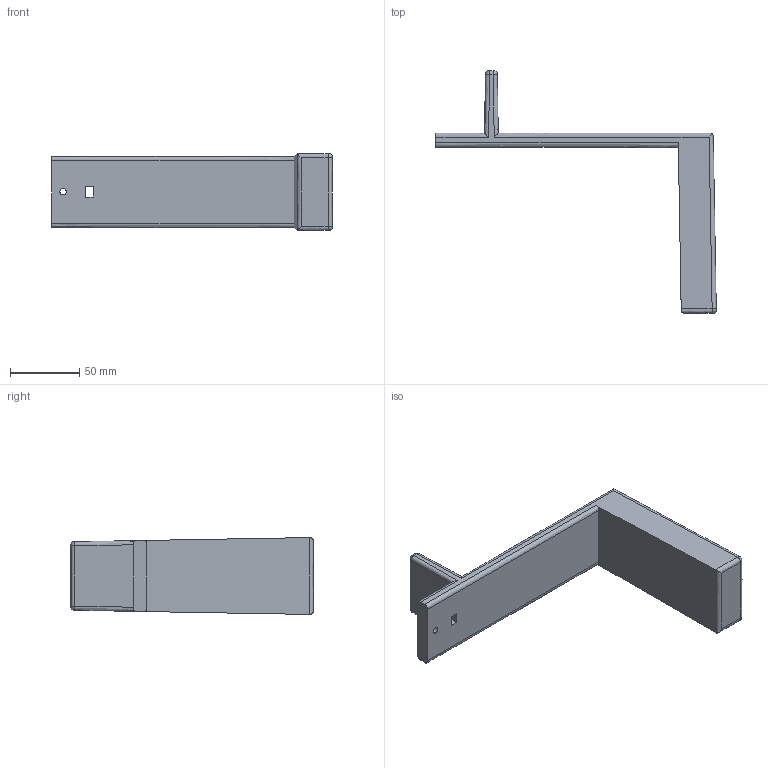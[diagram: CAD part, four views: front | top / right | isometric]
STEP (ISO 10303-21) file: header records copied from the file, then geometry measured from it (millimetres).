
FILE_DESCRIPTION (( 'STEP AP214' ), '1' );
FILE_NAME ('top support.STEP', '2025-05-15T19:03:13', ( '' ), ( '' ), 'SwSTEP 2.0', 'SolidWorks 2020', '' );
FILE_SCHEMA (( 'AUTOMOTIVE_DESIGN' ));
Length unit declared in the file: centimetre
Products named in the file (1): top support
Bounding box: 202.56 x 175 x 55.48 mm (x, y, z)
Volume: 283797.5 mm3; surface area: 48640.1 mm2
Topology: 1 solids, 1 shells, 45 faces, 111 edges, 68 vertices
Faces by surface type: bspline 27, plane 16, cone 2
Entity records: 4412 total; most frequent: CARTESIAN_POINT 3559, ORIENTED_EDGE 222, EDGE_CURVE 111, B_SPLINE_CURVE_WITH_KNOTS 84, DIRECTION 69, VERTEX_POINT 68, EDGE_LOOP 49, FACE_OUTER_BOUND 45
